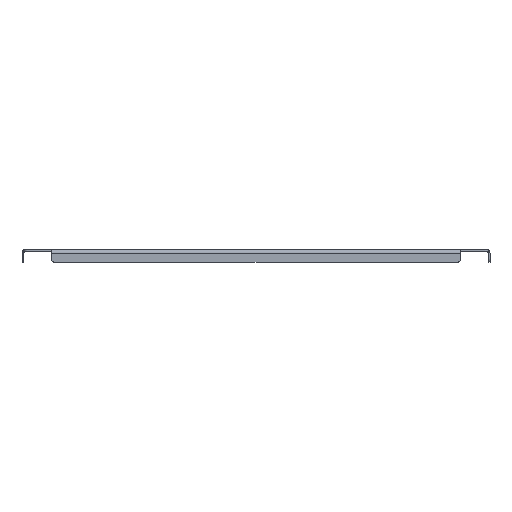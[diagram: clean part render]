
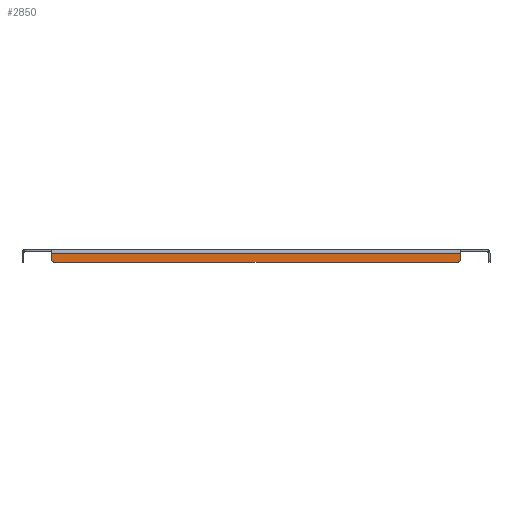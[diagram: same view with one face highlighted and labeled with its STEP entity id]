
A CAD part, front view. The second image highlights one B-rep face of the part: STEP entity #2850.
In plain terms, the highlighted planar face has unit normal (0, -1, 0).
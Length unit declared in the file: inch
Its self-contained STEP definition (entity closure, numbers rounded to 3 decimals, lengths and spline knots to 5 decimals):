
#25 = DIRECTION ( 'NONE',  ( 0., 1., 0. ) ) ;
#114 = AXIS2_PLACEMENT_3D ( 'NONE', #2694, #489, #2942 ) ;
#181 = PLANE ( 'NONE',  #1879 ) ;
#194 = CARTESIAN_POINT ( 'NONE',  ( -13.71875, -15.40625, -0.875 ) ) ;
#196 = CARTESIAN_POINT ( 'NONE',  ( 13.96875, -15.40625, -0.237 ) ) ;
#202 = CIRCLE ( 'NONE', #1187, 0.25 ) ;
#238 = EDGE_LOOP ( 'NONE', ( #658, #2947, #1063, #1690, #705, #2807 ) ) ;
#489 = DIRECTION ( 'NONE',  ( 0., 1., 0. ) ) ;
#642 = VERTEX_POINT ( 'NONE', #809 ) ;
#658 = ORIENTED_EDGE ( 'NONE', *, *, #972, .F. ) ;
#705 = ORIENTED_EDGE ( 'NONE', *, *, #1922, .F. ) ;
#805 = VECTOR ( 'NONE', #2444, 39.37008 ) ;
#809 = CARTESIAN_POINT ( 'NONE',  ( -13.96875, -15.40625, -0.625 ) ) ;
#824 = EDGE_CURVE ( 'NONE', #2681, #1174, #1189, .T. ) ;
#884 = EDGE_CURVE ( 'NONE', #1174, #642, #202, .T. ) ;
#972 = EDGE_CURVE ( 'NONE', #642, #1510, #1031, .T. ) ;
#988 = VECTOR ( 'NONE', #3174, 39.37008 ) ;
#1031 = LINE ( 'NONE', #1750, #1699 ) ;
#1063 = ORIENTED_EDGE ( 'NONE', *, *, #824, .F. ) ;
#1174 = VERTEX_POINT ( 'NONE', #194 ) ;
#1187 = AXIS2_PLACEMENT_3D ( 'NONE', #1766, #25, #1540 ) ;
#1189 = LINE ( 'NONE', #2680, #988 ) ;
#1215 = EDGE_CURVE ( 'NONE', #2746, #2681, #2533, .T. ) ;
#1409 = FACE_OUTER_BOUND ( 'NONE', #238, .T. ) ;
#1459 = LINE ( 'NONE', #1634, #805 ) ;
#1466 = CARTESIAN_POINT ( 'NONE',  ( 13.71875, -15.40625, -0.875 ) ) ;
#1510 = VERTEX_POINT ( 'NONE', #2656 ) ;
#1540 = DIRECTION ( 'NONE',  ( 0., 0., -1. ) ) ;
#1634 = CARTESIAN_POINT ( 'NONE',  ( 13.96875, -15.40625, -0.237 ) ) ;
#1690 = ORIENTED_EDGE ( 'NONE', *, *, #1215, .F. ) ;
#1699 = VECTOR ( 'NONE', #1991, 39.37008 ) ;
#1750 = CARTESIAN_POINT ( 'NONE',  ( -13.96875, -15.40625, -0.556 ) ) ;
#1766 = CARTESIAN_POINT ( 'NONE',  ( -13.71875, -15.40625, -0.625 ) ) ;
#1800 = CARTESIAN_POINT ( 'NONE',  ( 13.96875, -15.40625, -0.556 ) ) ;
#1879 = AXIS2_PLACEMENT_3D ( 'NONE', #2178, #2390, #2374 ) ;
#1910 = VECTOR ( 'NONE', #2748, 39.37008 ) ;
#1922 = EDGE_CURVE ( 'NONE', #2900, #2746, #2263, .T. ) ;
#1991 = DIRECTION ( 'NONE',  ( 0., 0., 1. ) ) ;
#2178 = CARTESIAN_POINT ( 'NONE',  ( -15.84375, -15.40625, 0. ) ) ;
#2263 = LINE ( 'NONE', #1800, #1910 ) ;
#2374 = DIRECTION ( 'NONE',  ( 0., 0., -1. ) ) ;
#2390 = DIRECTION ( 'NONE',  ( 0., -1., 0. ) ) ;
#2444 = DIRECTION ( 'NONE',  ( 1., 0., 0. ) ) ;
#2533 = CIRCLE ( 'NONE', #114, 0.25 ) ;
#2584 = CARTESIAN_POINT ( 'NONE',  ( 13.96875, -15.40625, -0.625 ) ) ;
#2656 = CARTESIAN_POINT ( 'NONE',  ( -13.96875, -15.40625, -0.237 ) ) ;
#2680 = CARTESIAN_POINT ( 'NONE',  ( 0., -15.40625, -0.875 ) ) ;
#2681 = VERTEX_POINT ( 'NONE', #1466 ) ;
#2694 = CARTESIAN_POINT ( 'NONE',  ( 13.71875, -15.40625, -0.625 ) ) ;
#2746 = VERTEX_POINT ( 'NONE', #2584 ) ;
#2748 = DIRECTION ( 'NONE',  ( 0., 0., -1. ) ) ;
#2807 = ORIENTED_EDGE ( 'NONE', *, *, #2887, .F. ) ;
#2850 = ADVANCED_FACE ( 'NONE', ( #1409 ), #181, .T. ) ;
#2887 = EDGE_CURVE ( 'NONE', #1510, #2900, #1459, .T. ) ;
#2900 = VERTEX_POINT ( 'NONE', #196 ) ;
#2942 = DIRECTION ( 'NONE',  ( 0., 0., -1. ) ) ;
#2947 = ORIENTED_EDGE ( 'NONE', *, *, #884, .F. ) ;
#3174 = DIRECTION ( 'NONE',  ( -1., 0., 0. ) ) ;
